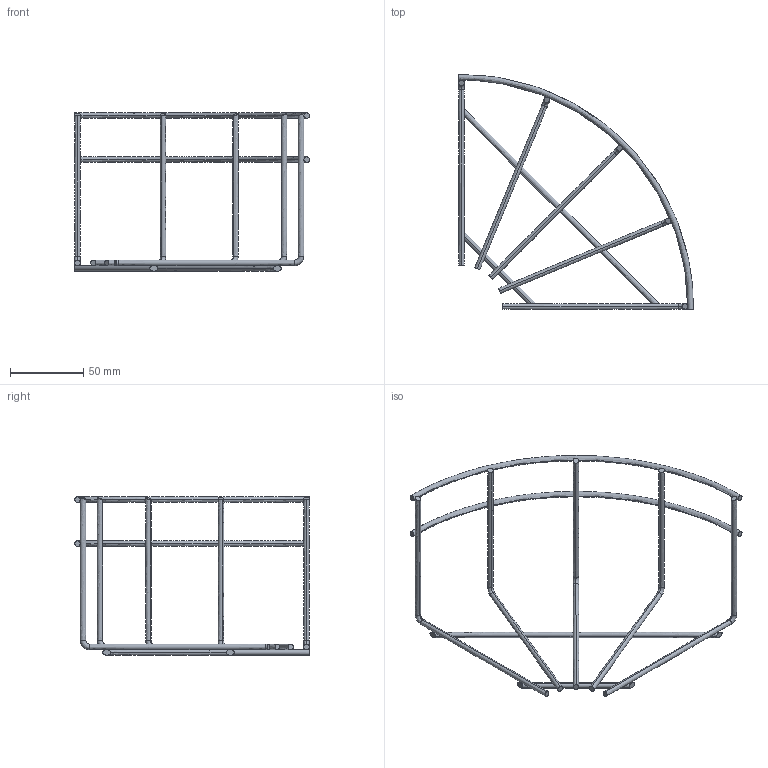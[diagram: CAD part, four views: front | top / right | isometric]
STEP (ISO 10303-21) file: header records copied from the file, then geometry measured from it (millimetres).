
FILE_DESCRIPTION(/* description */ (''),/* implementation_level */ '2;1');
FILE_NAME(/* name */ '6002311',/* time_stamp */ '2013-07-15T13:24:24+02:00',/* author */ (''),/* organization */ (''),/* preprocessor_version */ 'ST-DEVELOPER v15',/* originating_system */ '',/* authorisation */ '');
FILE_SCHEMA (('AUTOMOTIVE_DESIGN'));
Length unit declared in the file: millimetre
Products named in the file (1): Document
Bounding box: 160.06 x 159.93 x 108 mm (x, y, z)
Volume: 24250.3 mm3; surface area: 25763.4 mm2
Topology: 10 solids, 10 shells, 61 faces, 113 edges, 72 vertices
Faces by surface type: bspline 41, plane 20
Entity records: 3504 total; most frequent: CARTESIAN_POINT 2778, ORIENTED_EDGE 226, EDGE_CURVE 113, VERTEX_POINT 72, ADVANCED_FACE 61, FACE_OUTER_BOUND 61, EDGE_LOOP 61, DIRECTION 24
